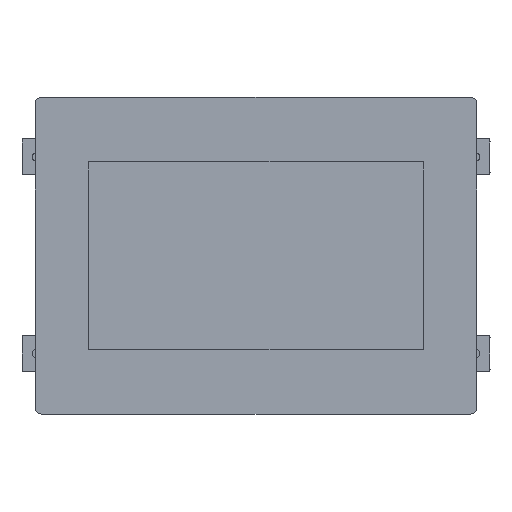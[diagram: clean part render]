
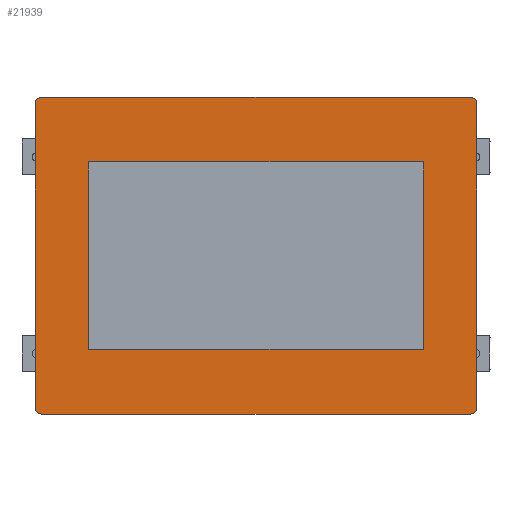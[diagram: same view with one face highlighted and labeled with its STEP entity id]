
A CAD part, top view. The second image highlights one B-rep face of the part: STEP entity #21939.
In plain terms, the highlighted planar face has unit normal (0, 0, 1).
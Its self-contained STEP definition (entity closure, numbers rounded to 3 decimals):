
#19881=AXIS2_PLACEMENT_3D('Circle Axis2P3D',#19879,#19880,$) ;
#19931=AXIS2_PLACEMENT_3D('Circle Axis2P3D',#19929,#19930,$) ;
#19981=AXIS2_PLACEMENT_3D('Circle Axis2P3D',#19979,#19980,$) ;
#20031=AXIS2_PLACEMENT_3D('Circle Axis2P3D',#20029,#20030,$) ;
#21897=AXIS2_PLACEMENT_3D('Plane Axis2P3D',#21894,#21895,#21896) ;
#19869=CARTESIAN_POINT('Vertex',(6.052,3.,52.)) ;
#19876=CARTESIAN_POINT('Vertex',(9.052,0.,52.)) ;
#19879=CARTESIAN_POINT('Axis2P3D Location',(9.052,3.,52.)) ;
#19897=CARTESIAN_POINT('Line Origine',(6.052,73.46,52.)) ;
#19901=CARTESIAN_POINT('Vertex',(6.052,143.92,52.)) ;
#19926=CARTESIAN_POINT('Vertex',(9.052,146.92,52.)) ;
#19929=CARTESIAN_POINT('Axis2P3D Location',(9.052,143.92,52.)) ;
#19947=CARTESIAN_POINT('Line Origine',(108.552,146.92,52.)) ;
#19951=CARTESIAN_POINT('Vertex',(208.052,146.92,52.)) ;
#19976=CARTESIAN_POINT('Vertex',(211.052,143.92,52.)) ;
#19979=CARTESIAN_POINT('Axis2P3D Location',(208.052,143.92,52.)) ;
#19997=CARTESIAN_POINT('Line Origine',(211.052,73.46,52.)) ;
#20001=CARTESIAN_POINT('Vertex',(211.052,3.,52.)) ;
#20026=CARTESIAN_POINT('Vertex',(208.052,0.,52.)) ;
#20029=CARTESIAN_POINT('Axis2P3D Location',(208.052,3.,52.)) ;
#20047=CARTESIAN_POINT('Line Origine',(108.552,0.,52.)) ;
#21894=CARTESIAN_POINT('Axis2P3D Location',(108.552,73.46,52.)) ;
#21910=CARTESIAN_POINT('Control Point',(31.044,116.92,52.)) ;
#21911=CARTESIAN_POINT('Control Point',(186.054,116.92,52.)) ;
#21912=CARTESIAN_POINT('Vertex',(186.054,116.92,52.)) ;
#21914=CARTESIAN_POINT('Vertex',(31.044,116.92,52.)) ;
#21918=CARTESIAN_POINT('Control Point',(186.054,116.92,52.)) ;
#21919=CARTESIAN_POINT('Control Point',(186.054,30.,52.)) ;
#21920=CARTESIAN_POINT('Vertex',(186.054,30.,52.)) ;
#21924=CARTESIAN_POINT('Control Point',(186.054,30.,52.)) ;
#21925=CARTESIAN_POINT('Control Point',(31.044,30.,52.)) ;
#21926=CARTESIAN_POINT('Vertex',(31.044,30.,52.)) ;
#21930=CARTESIAN_POINT('Control Point',(31.044,30.,52.)) ;
#21931=CARTESIAN_POINT('Control Point',(31.044,116.92,52.)) ;
#19880=DIRECTION('Axis2P3D Direction',(0.,0.,-1.)) ;
#19898=DIRECTION('Vector Direction',(0.,-1.,0.)) ;
#19930=DIRECTION('Axis2P3D Direction',(0.,0.,-1.)) ;
#19948=DIRECTION('Vector Direction',(-1.,0.,0.)) ;
#19980=DIRECTION('Axis2P3D Direction',(0.,0.,-1.)) ;
#19998=DIRECTION('Vector Direction',(0.,1.,0.)) ;
#20030=DIRECTION('Axis2P3D Direction',(0.,0.,-1.)) ;
#20048=DIRECTION('Vector Direction',(1.,0.,0.)) ;
#21895=DIRECTION('Axis2P3D Direction',(0.,0.,1.)) ;
#21896=DIRECTION('Axis2P3D XDirection',(-1.,0.,0.)) ;
#19899=VECTOR('Line Direction',#19898,1.) ;
#19949=VECTOR('Line Direction',#19948,1.) ;
#19999=VECTOR('Line Direction',#19998,1.) ;
#20049=VECTOR('Line Direction',#20048,1.) ;
#21900=ORIENTED_EDGE('',*,*,#20033,.T.) ;
#21901=ORIENTED_EDGE('',*,*,#20003,.T.) ;
#21902=ORIENTED_EDGE('',*,*,#19983,.T.) ;
#21903=ORIENTED_EDGE('',*,*,#19953,.T.) ;
#21904=ORIENTED_EDGE('',*,*,#19933,.T.) ;
#21905=ORIENTED_EDGE('',*,*,#19903,.T.) ;
#21906=ORIENTED_EDGE('',*,*,#19883,.T.) ;
#21907=ORIENTED_EDGE('',*,*,#20051,.T.) ;
#21934=ORIENTED_EDGE('',*,*,#21916,.F.) ;
#21935=ORIENTED_EDGE('',*,*,#21922,.F.) ;
#21936=ORIENTED_EDGE('',*,*,#21928,.F.) ;
#21937=ORIENTED_EDGE('',*,*,#21932,.F.) ;
#21938=FACE_BOUND('',#21933,.T.) ;
#21939=ADVANCED_FACE('UV66',(#21908,#21938),#21898,.T.) ;
#21909=B_SPLINE_CURVE_WITH_KNOTS('',1,(#21910,#21911),.UNSPECIFIED.,.F.,.U.,(2,2),(0.,155.01),.UNSPECIFIED.) ;
#21917=B_SPLINE_CURVE_WITH_KNOTS('',1,(#21918,#21919),.UNSPECIFIED.,.F.,.U.,(2,2),(0.,86.92),.UNSPECIFIED.) ;
#21923=B_SPLINE_CURVE_WITH_KNOTS('',1,(#21924,#21925),.UNSPECIFIED.,.F.,.U.,(2,2),(0.,155.01),.UNSPECIFIED.) ;
#21929=B_SPLINE_CURVE_WITH_KNOTS('',1,(#21930,#21931),.UNSPECIFIED.,.F.,.U.,(2,2),(0.,86.92),.UNSPECIFIED.) ;
#19882=CIRCLE('generated circle',#19881,3.) ;
#19932=CIRCLE('generated circle',#19931,3.) ;
#19982=CIRCLE('generated circle',#19981,3.) ;
#20032=CIRCLE('generated circle',#20031,3.) ;
#19883=EDGE_CURVE('',#19870,#19877,#19882,.F.) ;
#19903=EDGE_CURVE('',#19902,#19870,#19900,.T.) ;
#19933=EDGE_CURVE('',#19927,#19902,#19932,.F.) ;
#19953=EDGE_CURVE('',#19952,#19927,#19950,.T.) ;
#19983=EDGE_CURVE('',#19977,#19952,#19982,.F.) ;
#20003=EDGE_CURVE('',#20002,#19977,#20000,.T.) ;
#20033=EDGE_CURVE('',#20027,#20002,#20032,.F.) ;
#20051=EDGE_CURVE('',#19877,#20027,#20050,.T.) ;
#21916=EDGE_CURVE('',#21913,#21915,#21909,.F.) ;
#21922=EDGE_CURVE('',#21921,#21913,#21917,.F.) ;
#21928=EDGE_CURVE('',#21927,#21921,#21923,.F.) ;
#21932=EDGE_CURVE('',#21915,#21927,#21929,.F.) ;
#21899=EDGE_LOOP('',(#21900,#21901,#21902,#21903,#21904,#21905,#21906,#21907)) ;
#21933=EDGE_LOOP('',(#21934,#21935,#21936,#21937)) ;
#21908=FACE_OUTER_BOUND('',#21899,.T.) ;
#19900=LINE('Line',#19897,#19899) ;
#19950=LINE('Line',#19947,#19949) ;
#20000=LINE('Line',#19997,#19999) ;
#20050=LINE('Line',#20047,#20049) ;
#21898=PLANE('',#21897) ;
#19870=VERTEX_POINT('',#19869) ;
#19877=VERTEX_POINT('',#19876) ;
#19902=VERTEX_POINT('',#19901) ;
#19927=VERTEX_POINT('',#19926) ;
#19952=VERTEX_POINT('',#19951) ;
#19977=VERTEX_POINT('',#19976) ;
#20002=VERTEX_POINT('',#20001) ;
#20027=VERTEX_POINT('',#20026) ;
#21913=VERTEX_POINT('',#21912) ;
#21915=VERTEX_POINT('',#21914) ;
#21921=VERTEX_POINT('',#21920) ;
#21927=VERTEX_POINT('',#21926) ;
